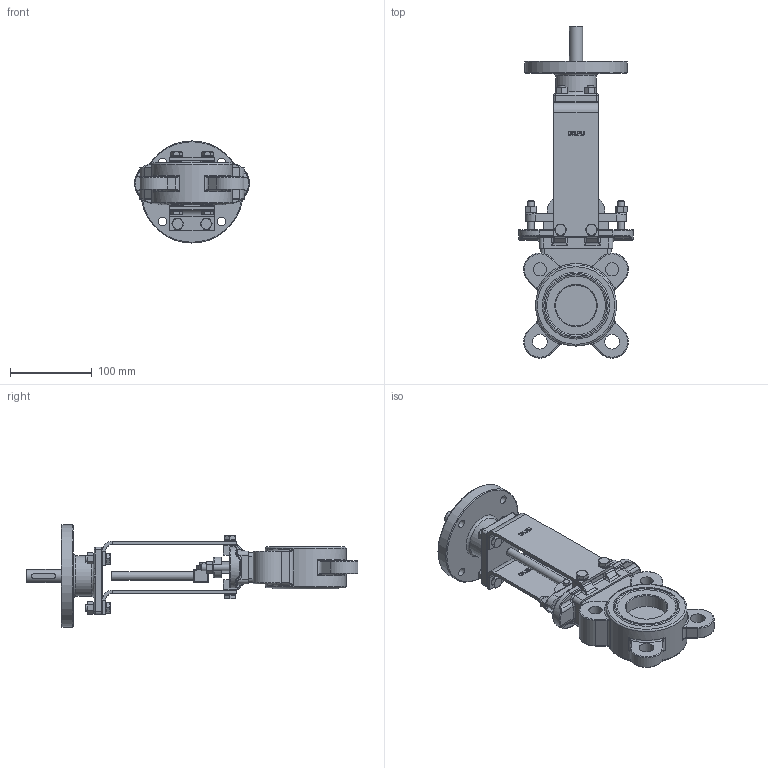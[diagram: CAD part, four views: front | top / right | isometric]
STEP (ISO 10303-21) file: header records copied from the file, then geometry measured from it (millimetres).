
FILE_DESCRIPTION(/* description */ (''),/* implementation_level */ '2;1');
FILE_NAME(/* name */ 'DN50_3D_STEP.stp',/* time_stamp */ '2025-09-03T22:42:12+03:00',/* author */ ('igorr'),/* organization */ (''),/* preprocessor_version */ 'ST-DEVELOPER v20',/* originating_system */ 'Autodesk Inventor 2025',/* authorisation */ '');
FILE_SCHEMA (('AUTOMOTIVE_DESIGN { 1 0 10303 214 3 1 1 }'));
Length unit declared in the file: millimetre
Products named in the file (9): Сборка1; Деталь1; AS 1110 - M5 x 10; Деталь2; Деталь3; AS 1237 - 8; AS 1110 - M8 x 12; AS 1110 - M8 x 25; ANSI B18.2.4.2M - M8x1,25
Assembly tree (30 placements, depth 2):
  Сборка1
    Деталь1
    AS 1237 - 8  x10
    ANSI B18.2.4.2M - M8x1,25  x6
    AS 1110 - M5 x 10  x2
    Деталь2  x2
    Деталь3
    AS 1110 - M8 x 12  x4
    AS 1110 - M8 x 25  x4
Bounding box: 140.32 x 406.12 x 125 mm (x, y, z)
Volume: 1045772 mm3; surface area: 200987.9 mm2
Topology: 30 solids, 30 shells, 1000 faces, 2296 edges, 1388 vertices
Faces by surface type: plane 449, cylinder 215, cone 162, bspline 84, torus 80, sphere 10
Full cylindrical faces by diameter (mm): 5 x2, 6 x2, 6.647 x6, 8 x16, 8.4 x10, 9 x8, 10 x5, 13 x8, 14 x10, 16 x5, 18 x2, 20 x1, 21 x1, 35 x1, 36 x1, 50 x3, 75 x1, 99 x1, 125 x1
Entity records: 19702 total; most frequent: CARTESIAN_POINT 5254, DIRECTION 2906, ORIENTED_EDGE 2798, EDGE_CURVE 1399, AXIS2_PLACEMENT_3D 1137, VERTEX_POINT 853, EDGE_LOOP 662, LINE 632
